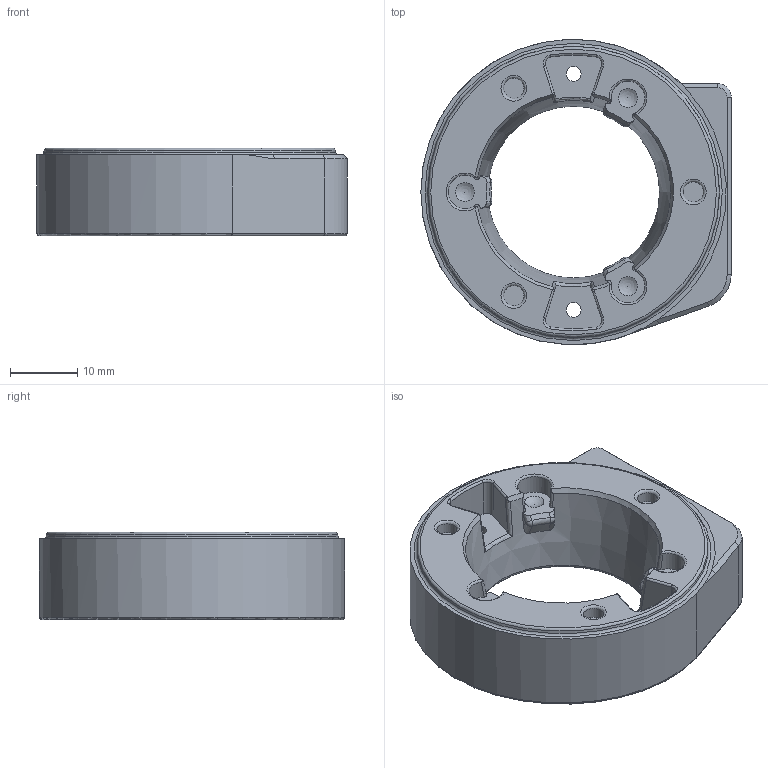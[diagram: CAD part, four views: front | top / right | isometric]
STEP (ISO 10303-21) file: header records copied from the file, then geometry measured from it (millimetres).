
FILE_DESCRIPTION(/* description */ (''),/* implementation_level */ '2;1');
FILE_NAME(/* name */ 'levels-trackball-carrier-right.step',/* time_stamp */ '2025-12-01T17:57:05-06:00',/* author */ (''),/* organization */ (''),/* preprocessor_version */ 'ST-DEVELOPER v20.1',/* originating_system */ 'Autodesk Translation Framework v14.21.0.0',/* authorisation */ '');
FILE_SCHEMA (('AUTOMOTIVE_DESIGN { 1 0 10303 214 3 1 1 }'));
Length unit declared in the file: millimetre
Products named in the file (2): LevelsGrande; Carrier
Assembly tree (1 placements, depth 2):
  LevelsGrande
    Carrier
Bounding box: 46.01 x 45.25 x 13 mm (x, y, z)
Volume: 11894.8 mm3; surface area: 6359.1 mm2
Topology: 1 solids, 1 shells, 166 faces, 411 edges, 253 vertices
Faces by surface type: cylinder 42, bspline 40, plane 32, torus 21, cone 17, sphere 14
Full cylindrical faces by diameter (mm): 2.2 x2, 2.95 x2, 3 x3
Entity records: 6690 total; most frequent: CARTESIAN_POINT 2911, ORIENTED_EDGE 816, DIRECTION 722, EDGE_CURVE 408, AXIS2_PLACEMENT_3D 315, VERTEX_POINT 253, CIRCLE 185, EDGE_LOOP 181
